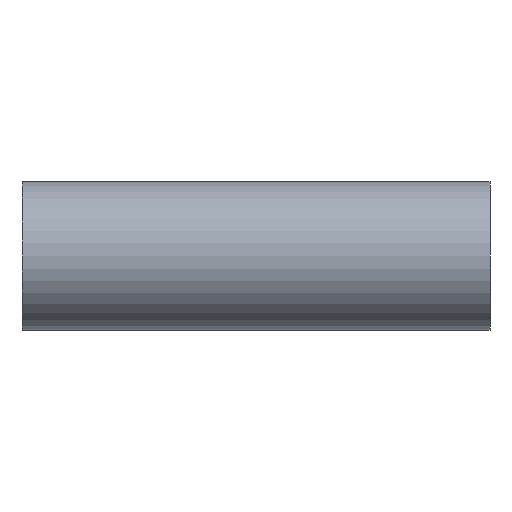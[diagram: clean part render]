
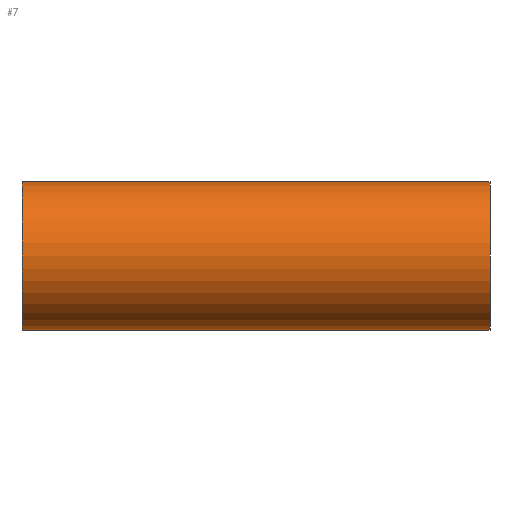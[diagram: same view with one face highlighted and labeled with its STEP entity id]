
A CAD part, left-side view. The second image highlights one B-rep face of the part: STEP entity #7.
In plain terms, the highlighted cylindrical face has radius 100 mm (diameter 200 mm), a partial arc.
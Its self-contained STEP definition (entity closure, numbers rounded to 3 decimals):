
#7 = ADVANCED_FACE ( 'NONE', ( #344 ), #428, .T. ) ;
#10 = DIRECTION ( 'NONE',  ( 0., 1., 0. ) ) ;
#19 = CARTESIAN_POINT ( 'NONE',  ( 0., 630., 100. ) ) ;
#29 = EDGE_CURVE ( 'NONE', #124, #91, #323, .T. ) ;
#33 = VECTOR ( 'NONE', #282, 1000. ) ;
#57 = CARTESIAN_POINT ( 'NONE',  ( 0., 0., 100. ) ) ;
#66 = ORIENTED_EDGE ( 'NONE', *, *, #105, .F. ) ;
#82 = EDGE_CURVE ( 'NONE', #91, #251, #460, .T. ) ;
#85 = CARTESIAN_POINT ( 'NONE',  ( 0., 630., 0. ) ) ;
#89 = DIRECTION ( 'NONE',  ( 0., 0., 1. ) ) ;
#91 = VERTEX_POINT ( 'NONE', #19 ) ;
#102 = EDGE_LOOP ( 'NONE', ( #424, #458, #456, #352, #322, #66 ) ) ;
#105 = EDGE_CURVE ( 'NONE', #251, #288, #115, .T. ) ;
#115 = LINE ( 'NONE', #185, #370 ) ;
#122 = CARTESIAN_POINT ( 'NONE',  ( 0., 630., -100. ) ) ;
#124 = VERTEX_POINT ( 'NONE', #226 ) ;
#127 = CARTESIAN_POINT ( 'NONE',  ( 0., 200., 100. ) ) ;
#130 = CARTESIAN_POINT ( 'NONE',  ( 0., 630., 100. ) ) ;
#149 = AXIS2_PLACEMENT_3D ( 'NONE', #314, #10, #89 ) ;
#171 = DIRECTION ( 'NONE',  ( 0., -1., 0. ) ) ;
#184 = CARTESIAN_POINT ( 'NONE',  ( 0., 0., -100. ) ) ;
#185 = CARTESIAN_POINT ( 'NONE',  ( 0., 630., 100. ) ) ;
#188 = DIRECTION ( 'NONE',  ( 0., -1., 0. ) ) ;
#204 = LINE ( 'NONE', #122, #388 ) ;
#219 = CIRCLE ( 'NONE', #230, 100. ) ;
#226 = CARTESIAN_POINT ( 'NONE',  ( 0., 630., -100. ) ) ;
#230 = AXIS2_PLACEMENT_3D ( 'NONE', #369, #468, #407 ) ;
#251 = VERTEX_POINT ( 'NONE', #127 ) ;
#265 = EDGE_CURVE ( 'NONE', #124, #321, #287, .T. ) ;
#275 = DIRECTION ( 'NONE',  ( 0., -1., 0. ) ) ;
#282 = DIRECTION ( 'NONE',  ( 0., -1., 0. ) ) ;
#287 = LINE ( 'NONE', #454, #325 ) ;
#288 = VERTEX_POINT ( 'NONE', #57 ) ;
#300 = AXIS2_PLACEMENT_3D ( 'NONE', #85, #418, #389 ) ;
#314 = CARTESIAN_POINT ( 'NONE',  ( 0., 630., 0. ) ) ;
#321 = VERTEX_POINT ( 'NONE', #392 ) ;
#322 = ORIENTED_EDGE ( 'NONE', *, *, #461, .T. ) ;
#323 = CIRCLE ( 'NONE', #149, 100. ) ;
#325 = VECTOR ( 'NONE', #275, 1000. ) ;
#328 = EDGE_CURVE ( 'NONE', #321, #412, #204, .T. ) ;
#344 = FACE_OUTER_BOUND ( 'NONE', #102, .T. ) ;
#352 = ORIENTED_EDGE ( 'NONE', *, *, #328, .T. ) ;
#369 = CARTESIAN_POINT ( 'NONE',  ( 0., 0., 0. ) ) ;
#370 = VECTOR ( 'NONE', #188, 1000. ) ;
#388 = VECTOR ( 'NONE', #171, 1000. ) ;
#389 = DIRECTION ( 'NONE',  ( 0., 0., -1. ) ) ;
#392 = CARTESIAN_POINT ( 'NONE',  ( 0., 200., -100. ) ) ;
#407 = DIRECTION ( 'NONE',  ( 0., 0., 1. ) ) ;
#412 = VERTEX_POINT ( 'NONE', #184 ) ;
#418 = DIRECTION ( 'NONE',  ( 0., -1., 0. ) ) ;
#424 = ORIENTED_EDGE ( 'NONE', *, *, #82, .F. ) ;
#428 = CYLINDRICAL_SURFACE ( 'NONE', #300, 100. ) ;
#454 = CARTESIAN_POINT ( 'NONE',  ( 0., 630., -100. ) ) ;
#456 = ORIENTED_EDGE ( 'NONE', *, *, #265, .T. ) ;
#458 = ORIENTED_EDGE ( 'NONE', *, *, #29, .F. ) ;
#460 = LINE ( 'NONE', #130, #33 ) ;
#461 = EDGE_CURVE ( 'NONE', #412, #288, #219, .T. ) ;
#468 = DIRECTION ( 'NONE',  ( 0., 1., 0. ) ) ;
